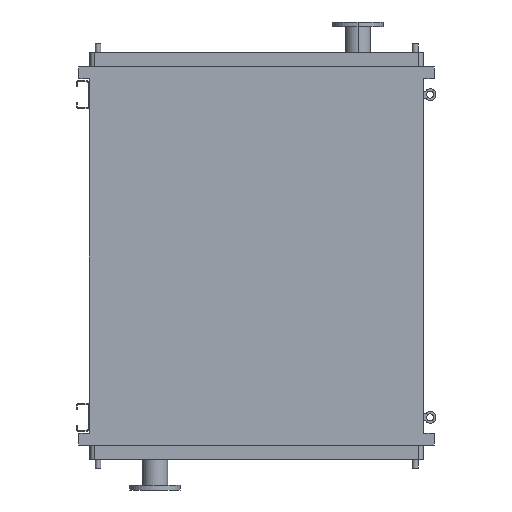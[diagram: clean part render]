
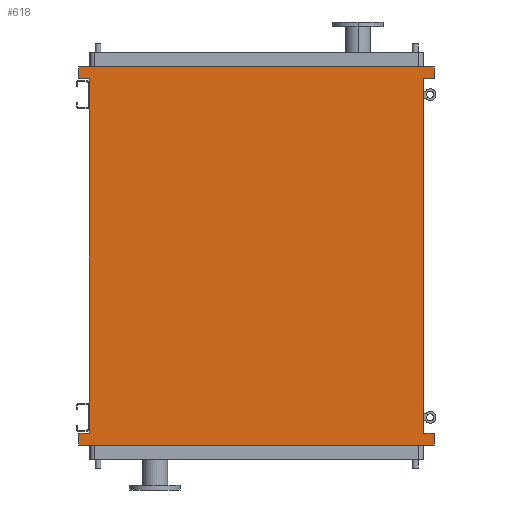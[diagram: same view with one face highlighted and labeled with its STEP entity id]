
A CAD part, front view. The second image highlights one B-rep face of the part: STEP entity #618.
In plain terms, the highlighted planar face has unit normal (0, -1, 0).
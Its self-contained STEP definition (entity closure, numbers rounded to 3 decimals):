
#226 = CARTESIAN_POINT ( 'NONE',  ( 771., 0., -1493. ) ) ;
#293 = EDGE_CURVE ( 'NONE', #2947, #3484, #6873, .T. ) ;
#357 = LINE ( 'NONE', #1105, #1284 ) ;
#371 = CARTESIAN_POINT ( 'NONE',  ( -771., 0., -1545. ) ) ;
#600 = DIRECTION ( 'NONE',  ( 0., 0., 1. ) ) ;
#618 = ADVANCED_FACE ( 'NONE', ( #2938 ), #2362, .T. ) ;
#650 = VERTEX_POINT ( 'NONE', #371 ) ;
#760 = CARTESIAN_POINT ( 'NONE',  ( -771., 0., -1545. ) ) ;
#799 = CARTESIAN_POINT ( 'NONE',  ( -771., 0., 43. ) ) ;
#935 = DIRECTION ( 'NONE',  ( 1., 0., 0. ) ) ;
#997 = CARTESIAN_POINT ( 'NONE',  ( -725., 0., -1450. ) ) ;
#1000 = VECTOR ( 'NONE', #2759, 1000. ) ;
#1035 = ORIENTED_EDGE ( 'NONE', *, *, #4171, .F. ) ;
#1105 = CARTESIAN_POINT ( 'NONE',  ( 725., 0., -1450. ) ) ;
#1109 = CARTESIAN_POINT ( 'NONE',  ( 771., 0., 95. ) ) ;
#1115 = ORIENTED_EDGE ( 'NONE', *, *, #1316, .F. ) ;
#1170 = ORIENTED_EDGE ( 'NONE', *, *, #7617, .F. ) ;
#1180 = CARTESIAN_POINT ( 'NONE',  ( -725., 0., -1450. ) ) ;
#1218 = AXIS2_PLACEMENT_3D ( 'NONE', #997, #5479, #6805 ) ;
#1284 = VECTOR ( 'NONE', #5591, 1000. ) ;
#1316 = EDGE_CURVE ( 'NONE', #650, #1824, #3206, .T. ) ;
#1328 = DIRECTION ( 'NONE',  ( 1., 0., 0. ) ) ;
#1441 = ORIENTED_EDGE ( 'NONE', *, *, #2989, .F. ) ;
#1506 = VECTOR ( 'NONE', #935, 1000. ) ;
#1805 = VECTOR ( 'NONE', #3083, 1000. ) ;
#1824 = VERTEX_POINT ( 'NONE', #4693 ) ;
#1909 = VERTEX_POINT ( 'NONE', #4261 ) ;
#1921 = VERTEX_POINT ( 'NONE', #1109 ) ;
#1935 = CARTESIAN_POINT ( 'NONE',  ( 771., 0., 43. ) ) ;
#1951 = ORIENTED_EDGE ( 'NONE', *, *, #7932, .F. ) ;
#1966 = DIRECTION ( 'NONE',  ( 0., 0., 1. ) ) ;
#2194 = VECTOR ( 'NONE', #7028, 1000. ) ;
#2362 = PLANE ( 'NONE',  #1218 ) ;
#2442 = LINE ( 'NONE', #4934, #4477 ) ;
#2467 = VERTEX_POINT ( 'NONE', #2928 ) ;
#2503 = EDGE_LOOP ( 'NONE', ( #7035, #1951, #1441, #5773, #3895, #1035, #4844, #1170, #1115, #3290, #3852, #7961 ) ) ;
#2646 = CARTESIAN_POINT ( 'NONE',  ( -771., 0., -1493. ) ) ;
#2759 = DIRECTION ( 'NONE',  ( 0., 0., -1. ) ) ;
#2785 = EDGE_CURVE ( 'NONE', #6857, #1921, #6710, .T. ) ;
#2824 = CARTESIAN_POINT ( 'NONE',  ( -771., 0., 95. ) ) ;
#2857 = LINE ( 'NONE', #7117, #2194 ) ;
#2928 = CARTESIAN_POINT ( 'NONE',  ( 771., 0., -1493. ) ) ;
#2938 = FACE_OUTER_BOUND ( 'NONE', #2503, .T. ) ;
#2947 = VERTEX_POINT ( 'NONE', #4457 ) ;
#2989 = EDGE_CURVE ( 'NONE', #1921, #5749, #5670, .T. ) ;
#3052 = CARTESIAN_POINT ( 'NONE',  ( 771., 0., 43. ) ) ;
#3083 = DIRECTION ( 'NONE',  ( 1., 0., 0. ) ) ;
#3103 = VERTEX_POINT ( 'NONE', #799 ) ;
#3206 = LINE ( 'NONE', #760, #3747 ) ;
#3210 = EDGE_CURVE ( 'NONE', #3103, #6857, #5326, .T. ) ;
#3290 = ORIENTED_EDGE ( 'NONE', *, *, #6353, .F. ) ;
#3351 = CARTESIAN_POINT ( 'NONE',  ( -771., 0., 95. ) ) ;
#3391 = LINE ( 'NONE', #226, #1000 ) ;
#3459 = CARTESIAN_POINT ( 'NONE',  ( 725., 0., -1493. ) ) ;
#3467 = VECTOR ( 'NONE', #600, 1000. ) ;
#3484 = VERTEX_POINT ( 'NONE', #3785 ) ;
#3551 = CARTESIAN_POINT ( 'NONE',  ( 771., 0., -1545. ) ) ;
#3645 = CARTESIAN_POINT ( 'NONE',  ( -771., 0., 43. ) ) ;
#3710 = LINE ( 'NONE', #6944, #1805 ) ;
#3747 = VECTOR ( 'NONE', #1966, 1000. ) ;
#3785 = CARTESIAN_POINT ( 'NONE',  ( -725., 0., 43. ) ) ;
#3852 = ORIENTED_EDGE ( 'NONE', *, *, #5539, .F. ) ;
#3895 = ORIENTED_EDGE ( 'NONE', *, *, #3210, .F. ) ;
#3941 = LINE ( 'NONE', #2646, #7254 ) ;
#4171 = EDGE_CURVE ( 'NONE', #3484, #3103, #7385, .T. ) ;
#4261 = CARTESIAN_POINT ( 'NONE',  ( 725., 0., 43. ) ) ;
#4457 = CARTESIAN_POINT ( 'NONE',  ( -725., 0., -1493. ) ) ;
#4477 = VECTOR ( 'NONE', #7041, 1000. ) ;
#4692 = VECTOR ( 'NONE', #6251, 1000. ) ;
#4693 = CARTESIAN_POINT ( 'NONE',  ( -771., 0., -1493. ) ) ;
#4844 = ORIENTED_EDGE ( 'NONE', *, *, #293, .F. ) ;
#4934 = CARTESIAN_POINT ( 'NONE',  ( 725., 0., 43. ) ) ;
#4957 = VECTOR ( 'NONE', #6182, 1000. ) ;
#5326 = LINE ( 'NONE', #2824, #7488 ) ;
#5479 = DIRECTION ( 'NONE',  ( 0., -1., 0. ) ) ;
#5539 = EDGE_CURVE ( 'NONE', #2467, #8151, #3391, .T. ) ;
#5591 = DIRECTION ( 'NONE',  ( 0., 0., 1. ) ) ;
#5670 = LINE ( 'NONE', #3052, #4692 ) ;
#5749 = VERTEX_POINT ( 'NONE', #1935 ) ;
#5773 = ORIENTED_EDGE ( 'NONE', *, *, #2785, .F. ) ;
#5983 = VERTEX_POINT ( 'NONE', #3459 ) ;
#6124 = CARTESIAN_POINT ( 'NONE',  ( 771., 0., 95. ) ) ;
#6146 = EDGE_CURVE ( 'NONE', #5983, #2467, #3710, .T. ) ;
#6182 = DIRECTION ( 'NONE',  ( -1., 0., 0. ) ) ;
#6251 = DIRECTION ( 'NONE',  ( 0., 0., -1. ) ) ;
#6353 = EDGE_CURVE ( 'NONE', #8151, #650, #2857, .T. ) ;
#6617 = DIRECTION ( 'NONE',  ( 0., 0., 1. ) ) ;
#6710 = LINE ( 'NONE', #6124, #1506 ) ;
#6805 = DIRECTION ( 'NONE',  ( 0., 0., -1. ) ) ;
#6857 = VERTEX_POINT ( 'NONE', #3351 ) ;
#6873 = LINE ( 'NONE', #1180, #3467 ) ;
#6944 = CARTESIAN_POINT ( 'NONE',  ( 725., 0., -1493. ) ) ;
#6978 = EDGE_CURVE ( 'NONE', #5983, #1909, #357, .T. ) ;
#7028 = DIRECTION ( 'NONE',  ( -1., 0., 0. ) ) ;
#7035 = ORIENTED_EDGE ( 'NONE', *, *, #6978, .T. ) ;
#7041 = DIRECTION ( 'NONE',  ( -1., 0., 0. ) ) ;
#7117 = CARTESIAN_POINT ( 'NONE',  ( 771., 0., -1545. ) ) ;
#7254 = VECTOR ( 'NONE', #1328, 1000. ) ;
#7385 = LINE ( 'NONE', #3645, #4957 ) ;
#7488 = VECTOR ( 'NONE', #6617, 1000. ) ;
#7617 = EDGE_CURVE ( 'NONE', #1824, #2947, #3941, .T. ) ;
#7932 = EDGE_CURVE ( 'NONE', #5749, #1909, #2442, .T. ) ;
#7961 = ORIENTED_EDGE ( 'NONE', *, *, #6146, .F. ) ;
#8151 = VERTEX_POINT ( 'NONE', #3551 ) ;
